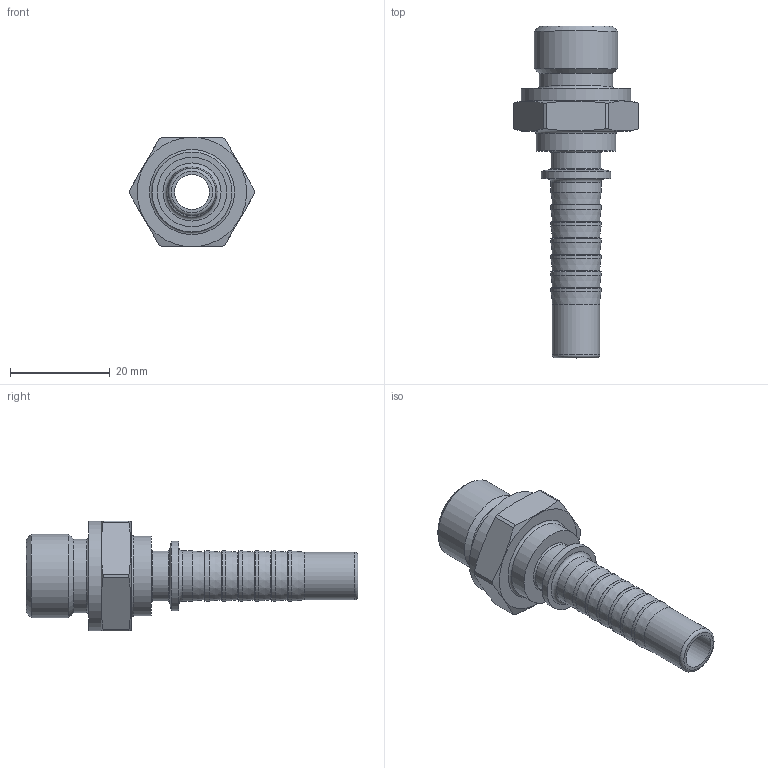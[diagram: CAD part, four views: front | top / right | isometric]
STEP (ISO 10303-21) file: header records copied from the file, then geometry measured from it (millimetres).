
FILE_DESCRIPTION(/* description */ ('Unknown'),/* implementation_level */ '2;1');
FILE_NAME(/* name */ '710101127',/* time_stamp */ '2021-01-21T10:00:14+01:00',/* author */ ('Unknown'),/* organization */ ('Unknown'),/* preprocessor_version */ 'ST-DEVELOPER v16.7',/* originating_system */ 'Solid Edge',/* authorisation */ 'Unknown');
FILE_SCHEMA (('AUTOMOTIVE_DESIGN {1 0 10303 214 3 1 1}'));
Length unit declared in the file: millimetre
Products named in the file (1): 10379_710101127_Preßnippel_AGR_3_8_N___-_00364565
Bounding box: 25 x 66.4 x 22 mm (x, y, z)
Volume: 7237.3 mm3; surface area: 5082.8 mm2
Topology: 1 solids, 1 shells, 68 faces, 152 edges, 96 vertices
Faces by surface type: cylinder 21, plane 18, torus 16, cone 13
Full cylindrical faces by diameter (mm): 7 x1, 9.5 x1, 10 x1, 10.026 x7, 13.9 x1, 14.7 x1, 16 x1, 16.66 x1, 21.9 x1
Entity records: 2050 total; most frequent: CARTESIAN_POINT 287, DIRECTION 284, ORIENTED_EDGE 182, AXIS2_PLACEMENT_3D 136, EDGE_LOOP 124, FACE_BOUND 124, EDGE_CURVE 91, VERTEX_POINT 79
